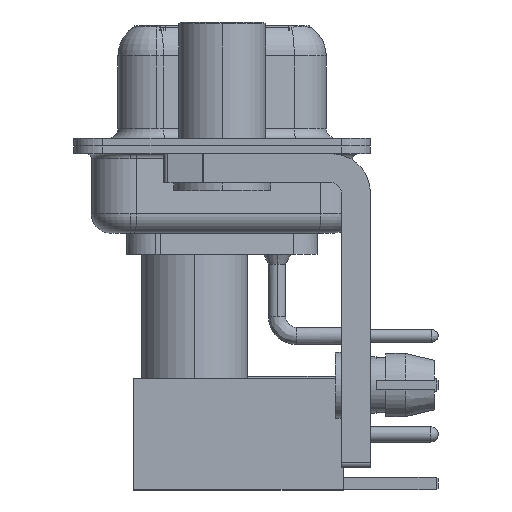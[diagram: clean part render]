
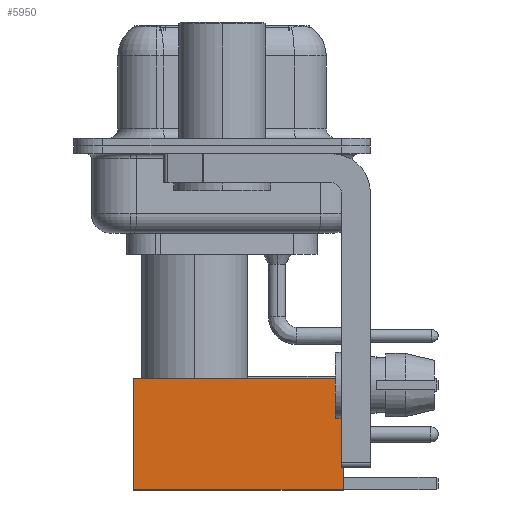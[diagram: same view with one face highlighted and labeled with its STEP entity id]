
A CAD part, left-side view. The second image highlights one B-rep face of the part: STEP entity #5950.
In plain terms, the highlighted face is planar.
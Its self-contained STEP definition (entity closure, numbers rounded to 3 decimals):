
#11 = DIRECTION ( 'NONE',  ( -1., 0., 0. ) ) ;
#421 = DIRECTION ( 'NONE',  ( 0., 0., 1. ) ) ;
#728 = VERTEX_POINT ( 'NONE', #6654 ) ;
#3219 = DIRECTION ( 'NONE',  ( 0., 1., 0. ) ) ;
#3837 = DIRECTION ( 'NONE',  ( 0., 0., -1. ) ) ;
#4662 = CARTESIAN_POINT ( 'NONE',  ( -2.875, 2.875, 0. ) ) ;
#5460 = EDGE_CURVE ( 'NONE', #728, #27134, #6616, .T. ) ;
#5950 = ADVANCED_FACE ( 'NONE', ( #30376 ), #18583, .T. ) ;
#6616 = LINE ( 'NONE', #25008, #32700 ) ;
#6654 = CARTESIAN_POINT ( 'NONE',  ( 2.875, 2.875, 10.82 ) ) ;
#7924 = EDGE_CURVE ( 'NONE', #27134, #26367, #27752, .T. ) ;
#7925 = VERTEX_POINT ( 'NONE', #36153 ) ;
#9673 = VECTOR ( 'NONE', #11, 1000. ) ;
#10582 = EDGE_LOOP ( 'NONE', ( #21649, #20102, #18296, #30194 ) ) ;
#10705 = CARTESIAN_POINT ( 'NONE',  ( -2.875, 2.875, 0. ) ) ;
#13741 = EDGE_CURVE ( 'NONE', #728, #7925, #37628, .T. ) ;
#18296 = ORIENTED_EDGE ( 'NONE', *, *, #37557, .F. ) ;
#18583 = PLANE ( 'NONE',  #30654 ) ;
#19514 = DIRECTION ( 'NONE',  ( 0., 0., -1. ) ) ;
#20102 = ORIENTED_EDGE ( 'NONE', *, *, #7924, .T. ) ;
#20108 = VECTOR ( 'NONE', #19514, 1000. ) ;
#21649 = ORIENTED_EDGE ( 'NONE', *, *, #5460, .T. ) ;
#21747 = CARTESIAN_POINT ( 'NONE',  ( 0., 2.875, 0. ) ) ;
#22104 = LINE ( 'NONE', #10705, #20108 ) ;
#25008 = CARTESIAN_POINT ( 'NONE',  ( 2.875, 2.875, 0. ) ) ;
#25651 = DIRECTION ( 'NONE',  ( -1., 0., 0. ) ) ;
#26367 = VERTEX_POINT ( 'NONE', #4662 ) ;
#27134 = VERTEX_POINT ( 'NONE', #36564 ) ;
#27752 = LINE ( 'NONE', #21747, #9673 ) ;
#27774 = CARTESIAN_POINT ( 'NONE',  ( 2.875, 2.875, 0. ) ) ;
#30194 = ORIENTED_EDGE ( 'NONE', *, *, #13741, .F. ) ;
#30376 = FACE_OUTER_BOUND ( 'NONE', #10582, .T. ) ;
#30654 = AXIS2_PLACEMENT_3D ( 'NONE', #27774, #3219, #421 ) ;
#31845 = CARTESIAN_POINT ( 'NONE',  ( 0., 2.875, 10.82 ) ) ;
#32341 = VECTOR ( 'NONE', #25651, 1000. ) ;
#32700 = VECTOR ( 'NONE', #3837, 1000. ) ;
#36153 = CARTESIAN_POINT ( 'NONE',  ( -2.875, 2.875, 10.82 ) ) ;
#36564 = CARTESIAN_POINT ( 'NONE',  ( 2.875, 2.875, 0. ) ) ;
#37557 = EDGE_CURVE ( 'NONE', #7925, #26367, #22104, .T. ) ;
#37628 = LINE ( 'NONE', #31845, #32341 ) ;
